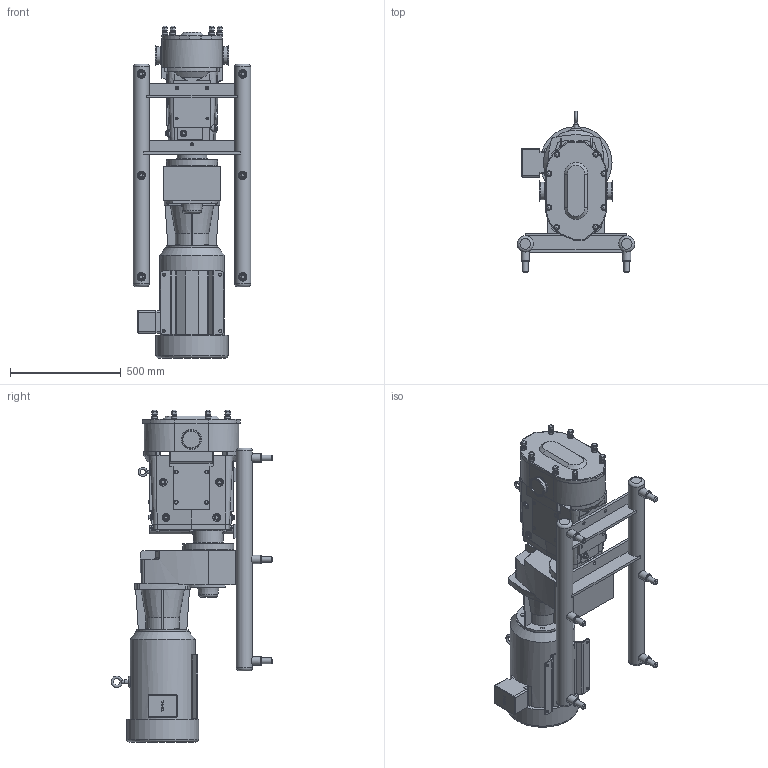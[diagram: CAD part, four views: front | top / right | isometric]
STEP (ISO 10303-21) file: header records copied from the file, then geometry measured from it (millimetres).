
FILE_DESCRIPTION(/* description */ (''),/* implementation_level */ '2;1');
FILE_NAME(/* name */ 'U3_180U3_256TC_3.0x3.0_S-Line_20HP_LH_SM.stp',/* time_stamp */ '2021-05-24T19:17:21+06:00',/* author */ ('trtmhr'),/* organization */ (''),/* preprocessor_version */ 'ST-DEVELOPER v18.1',/* originating_system */ 'Autodesk Inventor 2020',/* authorisation */ '');
FILE_SCHEMA (('AUTOMOTIVE_DESIGN { 1 0 10303 214 3 1 1 }'));
Length unit declared in the file: inch
Products named in the file (1): U3_180U3_256TC_3.0x3.0_S-Line_20HP_LH_SM
Bounding box: 530.23 x 728.47 x 1496.09 mm (x, y, z)
Volume: 112935321.7 mm3; surface area: 3109902.3 mm2
Topology: 4 solids, 4 shells, 1057 faces, 2895 edges, 1923 vertices
Faces by surface type: plane 521, cylinder 307, torus 82, cone 75, bspline 60, sphere 12
Full cylindrical faces by diameter (mm): 7.798 x1, 10.16 x2, 10.719 x4, 13.462 x4, 14.3 x3, 14.478 x1, 15.24 x1, 19.05 x8, 19.304 x1, 23.876 x3, 25.4 x19, 29.21 x2, 31.75 x3, 35.052 x6, 38.1 x6, 76.2 x2, 78.461 x2, 78.486 x2, 79.477 x2, 91.008 x2, 133.35 x1, 229.997 x1, 230.124 x1, 232.994 x1, 292.329 x1, 324.612 x1
Entity records: 35877 total; most frequent: CARTESIAN_POINT 8583, ORIENTED_EDGE 5756, DIRECTION 5733, EDGE_CURVE 2878, AXIS2_PLACEMENT_3D 2170, VERTEX_POINT 1923, LINE 1393, VECTOR 1393
